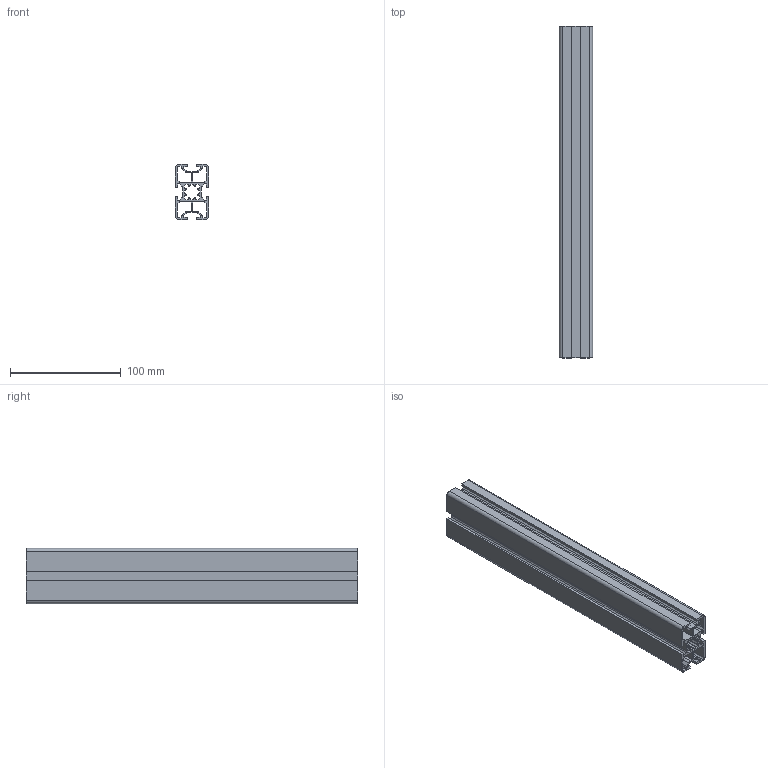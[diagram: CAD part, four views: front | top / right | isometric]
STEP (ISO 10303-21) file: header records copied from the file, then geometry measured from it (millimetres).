
FILE_DESCRIPTION (( 'STEP AP214' ), '1' );
FILE_NAME ('1728064724424.step', '2024-10-04T17:58:47', ( 'Windows User' ), ( '' ), 'SwSTEP 2.0', 'SolidWorks 2011', '' );
FILE_SCHEMA (( 'AUTOMOTIVE_DESIGN' ));
Length unit declared in the file: millimetre
Products named in the file (2): 1728064724424; 1.11.030050.44Lx300.00(1)
Assembly tree (1 placements, depth 2):
  1728064724424
    1.11.030050.44Lx300.00(1)
Bounding box: 30 x 300 x 50 mm (x, y, z)
Volume: 134753.5 mm3; surface area: 159958.3 mm2
Topology: 1 solids, 1 shells, 168 faces, 498 edges, 332 vertices
Faces by surface type: plane 98, cylinder 70
Entity records: 5728 total; most frequent: CARTESIAN_POINT 1002, ORIENTED_EDGE 996, DIRECTION 982, EDGE_CURVE 498, LINE 358, VECTOR 358, VERTEX_POINT 332, AXIS2_PLACEMENT_3D 312
